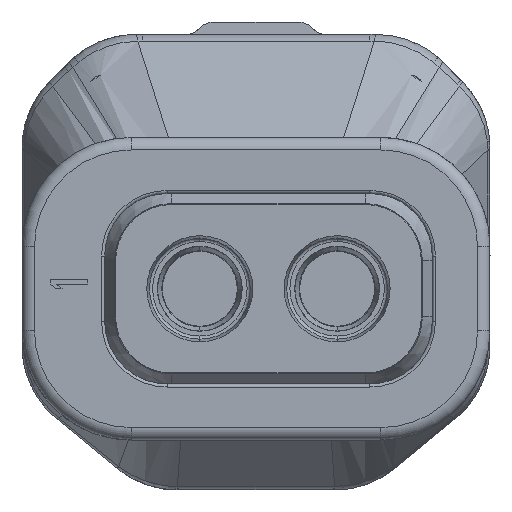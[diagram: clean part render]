
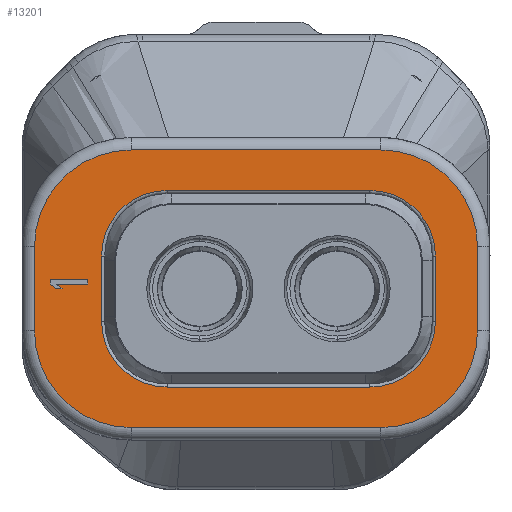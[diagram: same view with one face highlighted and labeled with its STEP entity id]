
A CAD part, front view. The second image highlights one B-rep face of the part: STEP entity #13201.
In plain terms, the highlighted planar face has unit normal (0, -1, 0).
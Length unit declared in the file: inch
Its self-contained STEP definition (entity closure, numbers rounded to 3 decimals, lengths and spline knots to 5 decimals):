
#1298=CARTESIAN_POINT('',(-9.18338,-2.10034,
2.22126));
#1299=DIRECTION('',(0.,-1.,0.));
#1300=DIRECTION('',(1.,0.,0.));
#1301=AXIS2_PLACEMENT_3D('',#1298,#1299,#1300);
#1303=CARTESIAN_POINT('',(-9.18338,-2.10034,
2.16811));
#1304=DIRECTION('',(0.,-1.,0.));
#1305=DIRECTION('',(0.,0.,-1.));
#1306=AXIS2_PLACEMENT_3D('',#1303,#1304,#1305);
#1308=CARTESIAN_POINT('',(-9.34086,-2.10034,
2.16811));
#1309=DIRECTION('',(0.,-1.,0.));
#1310=DIRECTION('',(-1.,0.,0.));
#1311=AXIS2_PLACEMENT_3D('',#1308,#1309,#1310);
#1313=CARTESIAN_POINT('',(-9.34086,-2.10034,
2.22126));
#1314=DIRECTION('',(0.,-1.,0.));
#1315=DIRECTION('',(0.,0.,1.));
#1316=AXIS2_PLACEMENT_3D('',#1313,#1314,#1315);
#1318=DIRECTION('',(-1.,0.,0.));
#1319=VECTOR('',#1318,0.02362);
#1320=CARTESIAN_POINT('',(-9.36842,-2.10034,
2.20059));
#1321=LINE('',#1320,#1319);
#1322=DIRECTION('',(0.,0.,-1.));
#1323=VECTOR('',#1322,0.00295);
#1324=CARTESIAN_POINT('',(-9.39204,-2.10034,
2.20059));
#1325=LINE('',#1324,#1323);
#1326=DIRECTION('',(0.766,0.,-0.643));
#1327=VECTOR('',#1326,0.00459);
#1328=CARTESIAN_POINT('',(-9.39204,-2.10034,
2.19764));
#1329=LINE('',#1328,#1327);
#1330=DIRECTION('',(1.,0.,0.));
#1331=VECTOR('',#1330,0.00402);
#1332=CARTESIAN_POINT('',(-9.38852,-2.10034,
2.19468));
#1333=LINE('',#1332,#1331);
#1334=DIRECTION('',(-0.766,0.,0.643));
#1335=VECTOR('',#1334,0.00459);
#1336=CARTESIAN_POINT('',(-9.3845,-2.10034,
2.19468));
#1337=LINE('',#1336,#1335);
#1338=DIRECTION('',(1.,0.,0.));
#1339=VECTOR('',#1338,0.0196);
#1340=CARTESIAN_POINT('',(-9.38802,-2.10034,
2.19764));
#1341=LINE('',#1340,#1339);
#1342=DIRECTION('',(0.,0.,1.));
#1343=VECTOR('',#1342,0.00295);
#1344=CARTESIAN_POINT('',(-9.36842,-2.10034,
2.19764));
#1345=LINE('',#1344,#1343);
#1346=DIRECTION('',(0.,0.,-1.));
#1347=VECTOR('',#1346,0.04134);
#1348=CARTESIAN_POINT('',(-9.14893,-2.10034,
2.21535));
#1349=LINE('',#1348,#1347);
#1350=CARTESIAN_POINT('',(-9.19027,-2.10034,
2.21535));
#1351=DIRECTION('',(0.,1.,0.));
#1352=DIRECTION('',(0.,0.,1.));
#1353=AXIS2_PLACEMENT_3D('',#1350,#1351,#1352);
#1355=DIRECTION('',(1.,0.,0.));
#1356=VECTOR('',#1355,0.12795);
#1357=CARTESIAN_POINT('',(-9.31822,-2.10034,
2.25669));
#1358=LINE('',#1357,#1356);
#1359=CARTESIAN_POINT('',(-9.31822,-2.10034,
2.21535));
#1360=DIRECTION('',(0.,1.,0.));
#1361=DIRECTION('',(-1.,0.,0.));
#1362=AXIS2_PLACEMENT_3D('',#1359,#1360,#1361);
#1364=DIRECTION('',(0.,0.,1.));
#1365=VECTOR('',#1364,0.04134);
#1366=CARTESIAN_POINT('',(-9.35956,-2.10034,
2.17402));
#1367=LINE('',#1366,#1365);
#1368=CARTESIAN_POINT('',(-9.31822,-2.10034,
2.17402));
#1369=DIRECTION('',(0.,1.,0.));
#1370=DIRECTION('',(0.,0.,-1.));
#1371=AXIS2_PLACEMENT_3D('',#1368,#1369,#1370);
#1373=DIRECTION('',(-1.,0.,0.));
#1374=VECTOR('',#1373,0.12795);
#1375=CARTESIAN_POINT('',(-9.19027,-2.10034,
2.13268));
#1376=LINE('',#1375,#1374);
#1377=CARTESIAN_POINT('',(-9.19027,-2.10034,
2.17402));
#1378=DIRECTION('',(0.,1.,0.));
#1379=DIRECTION('',(1.,0.,0.));
#1380=AXIS2_PLACEMENT_3D('',#1377,#1378,#1379);
#1382=DIRECTION('',(1.,0.,0.));
#1383=VECTOR('',#1382,0.15748);
#1384=CARTESIAN_POINT('',(-9.34086,-2.10034,
2.28228));
#1385=LINE('',#1384,#1383);
#1631=DIRECTION('',(0.,0.,1.));
#1632=VECTOR('',#1631,0.05315);
#1633=CARTESIAN_POINT('',(-9.40188,-2.10034,
2.16811));
#1634=LINE('',#1633,#1632);
#1767=DIRECTION('',(-1.,0.,0.));
#1768=VECTOR('',#1767,0.15748);
#1769=CARTESIAN_POINT('',(-9.18338,-2.10034,
2.10709));
#1770=LINE('',#1769,#1768);
#1898=DIRECTION('',(0.,0.,-1.));
#1899=VECTOR('',#1898,0.05315);
#1900=CARTESIAN_POINT('',(-9.12236,-2.10034,
2.22126));
#1901=LINE('',#1900,#1899);
#8647=CARTESIAN_POINT('',(-9.12236,-2.10034,
2.22126));
#8648=CARTESIAN_POINT('',(-9.18338,-2.10034,
2.28228));
#8649=VERTEX_POINT('',#8647);
#8650=VERTEX_POINT('',#8648);
#8651=CARTESIAN_POINT('',(-9.12236,-2.10034,
2.16811));
#8652=VERTEX_POINT('',#8651);
#8653=CARTESIAN_POINT('',(-9.18338,-2.10034,
2.10709));
#8654=VERTEX_POINT('',#8653);
#8655=CARTESIAN_POINT('',(-9.34086,-2.10034,
2.10709));
#8656=VERTEX_POINT('',#8655);
#8657=CARTESIAN_POINT('',(-9.40188,-2.10034,
2.16811));
#8658=VERTEX_POINT('',#8657);
#8659=CARTESIAN_POINT('',(-9.40188,-2.10034,
2.22126));
#8660=VERTEX_POINT('',#8659);
#8661=CARTESIAN_POINT('',(-9.34086,-2.10034,
2.28228));
#8662=VERTEX_POINT('',#8661);
#9076=CARTESIAN_POINT('',(-9.36842,-2.10034,
2.20059));
#9077=CARTESIAN_POINT('',(-9.39204,-2.10034,
2.20059));
#9078=VERTEX_POINT('',#9076);
#9079=VERTEX_POINT('',#9077);
#9080=CARTESIAN_POINT('',(-9.39204,-2.10034,
2.19764));
#9081=VERTEX_POINT('',#9080);
#9082=CARTESIAN_POINT('',(-9.38852,-2.10034,
2.19468));
#9083=VERTEX_POINT('',#9082);
#9084=CARTESIAN_POINT('',(-9.3845,-2.10034,
2.19468));
#9085=VERTEX_POINT('',#9084);
#9086=CARTESIAN_POINT('',(-9.38802,-2.10034,
2.19764));
#9087=VERTEX_POINT('',#9086);
#9088=CARTESIAN_POINT('',(-9.36842,-2.10034,
2.19764));
#9089=VERTEX_POINT('',#9088);
#9090=CARTESIAN_POINT('',(-9.14893,-2.10034,
2.21535));
#9091=CARTESIAN_POINT('',(-9.14893,-2.10034,
2.17402));
#9092=VERTEX_POINT('',#9090);
#9093=VERTEX_POINT('',#9091);
#9098=CARTESIAN_POINT('',(-9.19027,-2.10034,
2.13268));
#9099=VERTEX_POINT('',#9098);
#9102=CARTESIAN_POINT('',(-9.31822,-2.10034,
2.13268));
#9103=VERTEX_POINT('',#9102);
#9106=CARTESIAN_POINT('',(-9.35956,-2.10034,
2.17402));
#9107=VERTEX_POINT('',#9106);
#9110=CARTESIAN_POINT('',(-9.35956,-2.10034,
2.21535));
#9111=VERTEX_POINT('',#9110);
#9114=CARTESIAN_POINT('',(-9.31822,-2.10034,
2.25669));
#9115=VERTEX_POINT('',#9114);
#9118=CARTESIAN_POINT('',(-9.19027,-2.10034,
2.25669));
#9119=VERTEX_POINT('',#9118);
#13145=CARTESIAN_POINT('',(-9.40887,-2.10034,
2.10271));
#13146=DIRECTION('',(0.,-1.,0.));
#13147=DIRECTION('',(0.,0.,-1.));
#13148=AXIS2_PLACEMENT_3D('',#13145,#13146,#13147);
#13149=PLANE('',#13148);
#13151=ORIENTED_EDGE('',*,*,#13150,.T.);
#13153=ORIENTED_EDGE('',*,*,#13152,.F.);
#13155=ORIENTED_EDGE('',*,*,#13154,.T.);
#13157=ORIENTED_EDGE('',*,*,#13156,.F.);
#13159=ORIENTED_EDGE('',*,*,#13158,.T.);
#13161=ORIENTED_EDGE('',*,*,#13160,.F.);
#13163=ORIENTED_EDGE('',*,*,#13162,.T.);
#13165=ORIENTED_EDGE('',*,*,#13164,.F.);
#13166=EDGE_LOOP('',(#13151,#13153,#13155,#13157,#13159,#13161,#13163,#13165));
#13167=FACE_OUTER_BOUND('',#13166,.F.);
#13169=ORIENTED_EDGE('',*,*,#13168,.T.);
#13171=ORIENTED_EDGE('',*,*,#13170,.T.);
#13173=ORIENTED_EDGE('',*,*,#13172,.T.);
#13175=ORIENTED_EDGE('',*,*,#13174,.T.);
#13177=ORIENTED_EDGE('',*,*,#13176,.T.);
#13179=ORIENTED_EDGE('',*,*,#13178,.T.);
#13181=ORIENTED_EDGE('',*,*,#13180,.T.);
#13182=EDGE_LOOP('',(#13169,#13171,#13173,#13175,#13177,#13179,#13181));
#13183=FACE_BOUND('',#13182,.F.);
#13185=ORIENTED_EDGE('',*,*,#13184,.F.);
#13187=ORIENTED_EDGE('',*,*,#13186,.F.);
#13189=ORIENTED_EDGE('',*,*,#13188,.F.);
#13191=ORIENTED_EDGE('',*,*,#13190,.F.);
#13192=ORIENTED_EDGE('',*,*,#13128,.F.);
#13194=ORIENTED_EDGE('',*,*,#13193,.F.);
#13196=ORIENTED_EDGE('',*,*,#13195,.F.);
#13198=ORIENTED_EDGE('',*,*,#13197,.F.);
#13199=EDGE_LOOP('',(#13185,#13187,#13189,#13191,#13192,#13194,#13196,#13198));
#13200=FACE_BOUND('',#13199,.F.);
#13201=ADVANCED_FACE('',(#13167,#13183,#13200),#13149,.T.);
#1302=CIRCLE('',#1301,0.06102);
#1307=CIRCLE('',#1306,0.06102);
#1312=CIRCLE('',#1311,0.06102);
#1317=CIRCLE('',#1316,0.06102);
#1354=CIRCLE('',#1353,0.04134);
#1363=CIRCLE('',#1362,0.04134);
#1372=CIRCLE('',#1371,0.04134);
#1381=CIRCLE('',#1380,0.04134);
#13128=EDGE_CURVE('',#9107,#9111,#1367,.T.);
#13150=EDGE_CURVE('',#8662,#8650,#1385,.T.);
#13152=EDGE_CURVE('',#8649,#8650,#1302,.T.);
#13154=EDGE_CURVE('',#8649,#8652,#1901,.T.);
#13156=EDGE_CURVE('',#8654,#8652,#1307,.T.);
#13158=EDGE_CURVE('',#8654,#8656,#1770,.T.);
#13160=EDGE_CURVE('',#8658,#8656,#1312,.T.);
#13162=EDGE_CURVE('',#8658,#8660,#1634,.T.);
#13164=EDGE_CURVE('',#8662,#8660,#1317,.T.);
#13168=EDGE_CURVE('',#9078,#9079,#1321,.T.);
#13170=EDGE_CURVE('',#9079,#9081,#1325,.T.);
#13172=EDGE_CURVE('',#9081,#9083,#1329,.T.);
#13174=EDGE_CURVE('',#9083,#9085,#1333,.T.);
#13176=EDGE_CURVE('',#9085,#9087,#1337,.T.);
#13178=EDGE_CURVE('',#9087,#9089,#1341,.T.);
#13180=EDGE_CURVE('',#9089,#9078,#1345,.T.);
#13184=EDGE_CURVE('',#9092,#9093,#1349,.T.);
#13186=EDGE_CURVE('',#9119,#9092,#1354,.T.);
#13188=EDGE_CURVE('',#9115,#9119,#1358,.T.);
#13190=EDGE_CURVE('',#9111,#9115,#1363,.T.);
#13193=EDGE_CURVE('',#9103,#9107,#1372,.T.);
#13195=EDGE_CURVE('',#9099,#9103,#1376,.T.);
#13197=EDGE_CURVE('',#9093,#9099,#1381,.T.);
